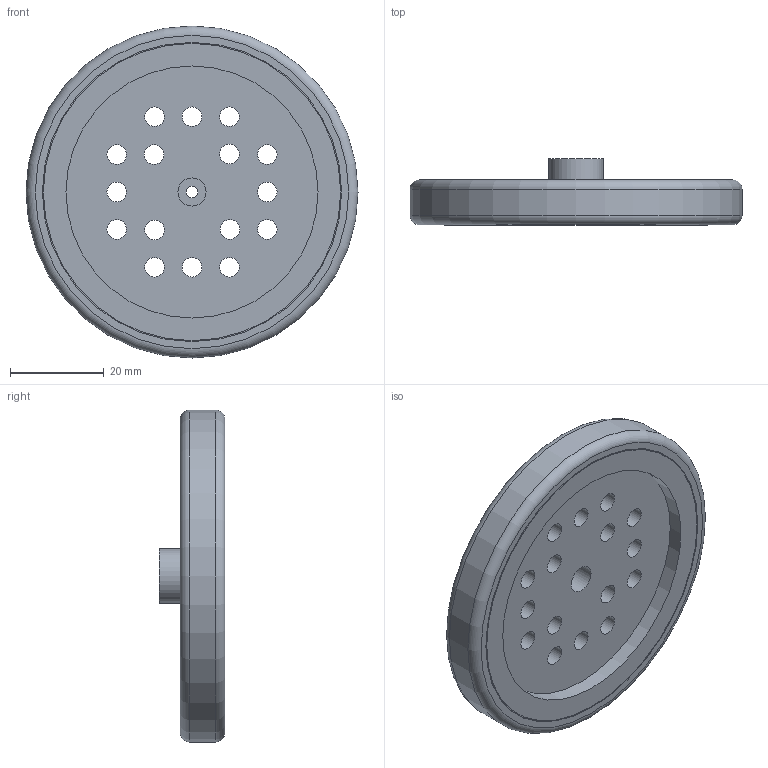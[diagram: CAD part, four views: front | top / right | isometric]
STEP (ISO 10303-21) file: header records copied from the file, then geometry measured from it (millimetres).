
FILE_DESCRIPTION( ( '' ), ' ' );
FILE_NAME( '5aba66512d83c510726faabd.step', '2018-03-27T15:42:10', ( '' ), ( '' ), ' ', ' ', ' ' );
FILE_SCHEMA( ( 'AUTOMOTIVE_DESIGN { 1 0 10303 214 1 1 1 1 }' ) );
Length unit declared in the file: metre
Products named in the file (3): Assem1; BK Wheel; BK Tire
Assembly tree (2 placements, depth 2):
  Assem1
    BK Wheel
    BK Tire
Bounding box: 71 x 14.1 x 71 mm (x, y, z)
Volume: 23729.9 mm3; surface area: 15935.7 mm2
Topology: 2 solids, 2 shells, 42 faces, 111 edges, 78 vertices
Faces by surface type: cylinder 27, plane 9, torus 6
Full cylindrical faces by diameter (mm): 2.5 x1, 4.2 x16, 5.5 x1, 6 x1, 11.6 x1, 53.9 x2, 59.6 x2, 64 x2, 71 x1
Entity records: 1466 total; most frequent: DIRECTION 206, CARTESIAN_POINT 161, EDGE_LOOP 116, ORIENTED_EDGE 116, AXIS2_PLACEMENT_3D 103, FACE_OUTER_BOUND 75, EDGE_CURVE 58, VERTEX_POINT 58
